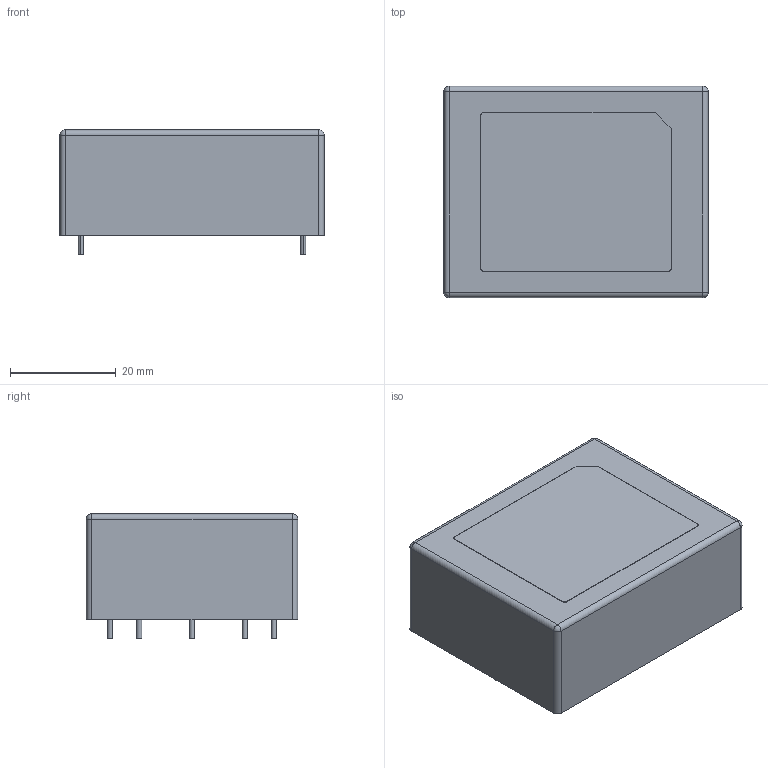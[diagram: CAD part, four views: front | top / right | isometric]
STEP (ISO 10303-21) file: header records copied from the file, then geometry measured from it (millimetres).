
FILE_DESCRIPTION((''),'2;1');
FILE_NAME('DC-DC_TRACO_TMS6.stp','2010-04-29T10:27:48',(''),(''),'Mechanical Desktop 2010','Mechanical Desktop 2010',', , ');
FILE_SCHEMA(('AUTOMOTIVE_DESIGN { 1 2 10303 214 1 1 1 1 }'));
Length unit declared in the file: millimetre
Products named in the file (1): Product
Bounding box: 50 x 40 x 23.7 mm (x, y, z)
Volume: 40069.4 mm3; surface area: 9727.9 mm2
Topology: 8 solids, 8 shells, 52 faces, 100 edges, 60 vertices
Faces by surface type: plane 25, cylinder 23, sphere 4
Entity records: 1342 total; most frequent: DIRECTION 248, CARTESIAN_POINT 209, ORIENTED_EDGE 192, AXIS2_PLACEMENT_3D 99, EDGE_CURVE 96, VERTEX_POINT 60, EDGE_LOOP 52, FACE_OUTER_BOUND 52
